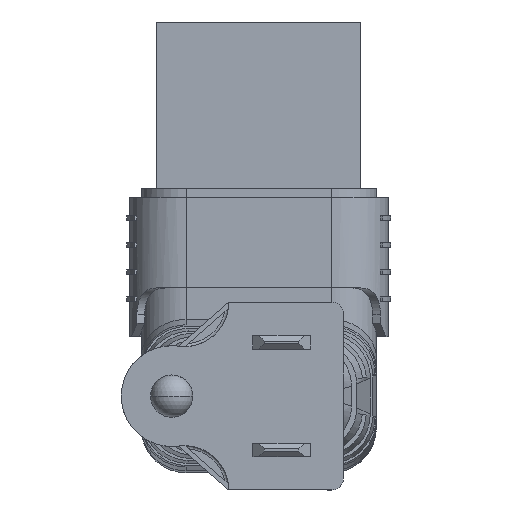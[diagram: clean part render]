
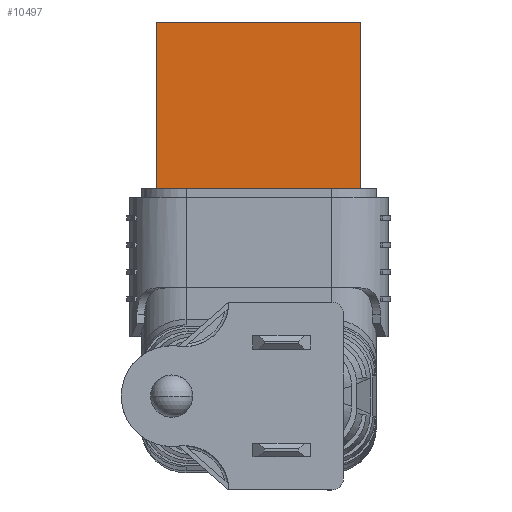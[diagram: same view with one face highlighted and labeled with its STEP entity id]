
A CAD part, left-side view. The second image highlights one B-rep face of the part: STEP entity #10497.
In plain terms, the highlighted planar face has unit normal (-1, 0, 0).
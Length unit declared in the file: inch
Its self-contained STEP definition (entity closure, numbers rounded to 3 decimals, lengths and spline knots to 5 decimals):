
#4 = ORIENTED_EDGE ( 'NONE', *, *, #10806, .T. ) ;
#518 = LINE ( 'NONE', #9138, #9596 ) ;
#751 = CARTESIAN_POINT ( 'NONE',  ( -0.30512, -0.72835, -0.44685 ) ) ;
#753 = VECTOR ( 'NONE', #2702, 39.37008 ) ;
#983 = DIRECTION ( 'NONE',  ( 0., 1., 0. ) ) ;
#995 = CARTESIAN_POINT ( 'NONE',  ( -0.30512, -0.72835, -0.44685 ) ) ;
#1690 = LINE ( 'NONE', #751, #753 ) ;
#2439 = EDGE_CURVE ( 'NONE', #10249, #12320, #518, .T. ) ;
#2702 = DIRECTION ( 'NONE',  ( 0., 0., 1. ) ) ;
#2873 = CARTESIAN_POINT ( 'NONE',  ( -0.30512, -0.72835, 0.44685 ) ) ;
#2946 = DIRECTION ( 'NONE',  ( 0., 1., 0. ) ) ;
#3106 = ORIENTED_EDGE ( 'NONE', *, *, #10263, .T. ) ;
#3363 = VECTOR ( 'NONE', #983, 39.37008 ) ;
#3562 = AXIS2_PLACEMENT_3D ( 'NONE', #5120, #5303, #9049 ) ;
#4380 = CARTESIAN_POINT ( 'NONE',  ( -0.30512, -0.72835, -0.44685 ) ) ;
#5120 = CARTESIAN_POINT ( 'NONE',  ( -0.30512, -0.72835, -0.44685 ) ) ;
#5303 = DIRECTION ( 'NONE',  ( -1., 0., 0. ) ) ;
#5396 = ORIENTED_EDGE ( 'NONE', *, *, #2439, .F. ) ;
#5667 = CARTESIAN_POINT ( 'NONE',  ( -0.30512, 0., 0.44685 ) ) ;
#5757 = VERTEX_POINT ( 'NONE', #12345 ) ;
#5944 = VERTEX_POINT ( 'NONE', #4380 ) ;
#7106 = PLANE ( 'NONE',  #3562 ) ;
#8351 = EDGE_CURVE ( 'NONE', #5944, #10249, #10742, .T. ) ;
#8891 = EDGE_LOOP ( 'NONE', ( #5396, #10597, #3106, #4 ) ) ;
#8926 = FACE_OUTER_BOUND ( 'NONE', #8891, .T. ) ;
#9049 = DIRECTION ( 'NONE',  ( 0., 0., 1. ) ) ;
#9096 = VECTOR ( 'NONE', #2946, 39.37008 ) ;
#9138 = CARTESIAN_POINT ( 'NONE',  ( -0.30512, 0., -0.44685 ) ) ;
#9596 = VECTOR ( 'NONE', #10891, 39.37008 ) ;
#10249 = VERTEX_POINT ( 'NONE', #11191 ) ;
#10263 = EDGE_CURVE ( 'NONE', #5944, #5757, #1690, .T. ) ;
#10497 = ADVANCED_FACE ( 'NONE', ( #8926 ), #7106, .T. ) ;
#10597 = ORIENTED_EDGE ( 'NONE', *, *, #8351, .F. ) ;
#10742 = LINE ( 'NONE', #995, #9096 ) ;
#10806 = EDGE_CURVE ( 'NONE', #5757, #12320, #11421, .T. ) ;
#10891 = DIRECTION ( 'NONE',  ( 0., 0., 1. ) ) ;
#11191 = CARTESIAN_POINT ( 'NONE',  ( -0.30512, 0., -0.44685 ) ) ;
#11421 = LINE ( 'NONE', #2873, #3363 ) ;
#12320 = VERTEX_POINT ( 'NONE', #5667 ) ;
#12345 = CARTESIAN_POINT ( 'NONE',  ( -0.30512, -0.72835, 0.44685 ) ) ;
